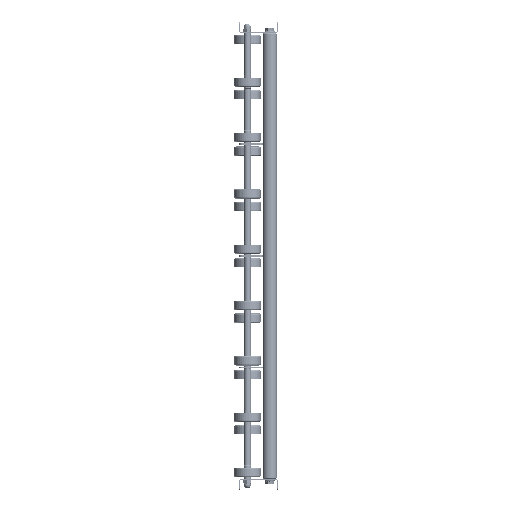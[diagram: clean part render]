
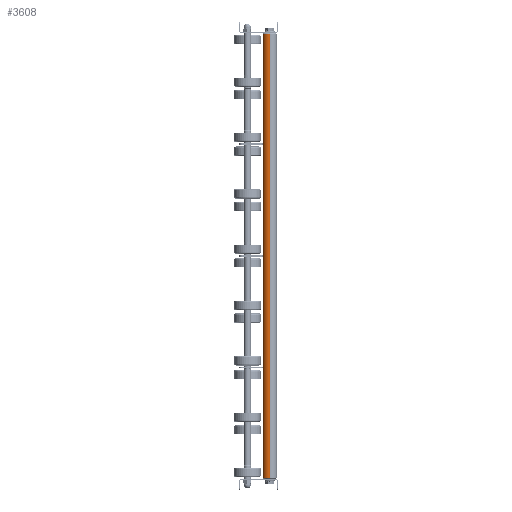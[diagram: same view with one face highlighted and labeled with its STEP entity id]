
A CAD part, left-side view. The second image highlights one B-rep face of the part: STEP entity #3608.
In plain terms, the highlighted cylindrical face has radius 12.5 mm (diameter 25 mm), a partial arc.
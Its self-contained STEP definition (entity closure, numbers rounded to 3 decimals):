
#432 = EDGE_CURVE ( 'NONE', #14854, #18223, #22953, .T. ) ;
#1851 = CARTESIAN_POINT ( 'NONE',  ( 800., 0., -12.5 ) ) ;
#1961 = CARTESIAN_POINT ( 'NONE',  ( 1., 0., 0. ) ) ;
#3608 = ADVANCED_FACE ( 'NONE', ( #16315 ), #30026, .T. ) ;
#3929 = VERTEX_POINT ( 'NONE', #17283 ) ;
#4645 = CARTESIAN_POINT ( 'NONE',  ( 800., 0., 0. ) ) ;
#6551 = DIRECTION ( 'NONE',  ( 0., 0., 1. ) ) ;
#7979 = LINE ( 'NONE', #1851, #15932 ) ;
#9011 = ORIENTED_EDGE ( 'NONE', *, *, #16565, .T. ) ;
#9044 = DIRECTION ( 'NONE',  ( -1., 0., 0. ) ) ;
#9793 = CARTESIAN_POINT ( 'NONE',  ( 799., 0., 12.5 ) ) ;
#11444 = DIRECTION ( 'NONE',  ( 0., 0., -1. ) ) ;
#11676 = AXIS2_PLACEMENT_3D ( 'NONE', #21132, #27989, #18358 ) ;
#11765 = ORIENTED_EDGE ( 'NONE', *, *, #432, .F. ) ;
#12455 = EDGE_CURVE ( 'NONE', #3929, #25558, #7979, .T. ) ;
#12834 = VECTOR ( 'NONE', #25127, 1000. ) ;
#14854 = VERTEX_POINT ( 'NONE', #9793 ) ;
#15251 = CARTESIAN_POINT ( 'NONE',  ( 1., 0., 12.5 ) ) ;
#15773 = ORIENTED_EDGE ( 'NONE', *, *, #12455, .T. ) ;
#15932 = VECTOR ( 'NONE', #22075, 1000. ) ;
#16106 = AXIS2_PLACEMENT_3D ( 'NONE', #1961, #23811, #11444 ) ;
#16315 = FACE_OUTER_BOUND ( 'NONE', #19967, .T. ) ;
#16565 = EDGE_CURVE ( 'NONE', #25558, #18223, #21527, .T. ) ;
#17283 = CARTESIAN_POINT ( 'NONE',  ( 799., 0., -12.5 ) ) ;
#17440 = EDGE_CURVE ( 'NONE', #14854, #3929, #25027, .T. ) ;
#18223 = VERTEX_POINT ( 'NONE', #15251 ) ;
#18258 = ORIENTED_EDGE ( 'NONE', *, *, #17440, .T. ) ;
#18358 = DIRECTION ( 'NONE',  ( 0., 0., -1. ) ) ;
#19967 = EDGE_LOOP ( 'NONE', ( #18258, #15773, #9011, #11765 ) ) ;
#20624 = CARTESIAN_POINT ( 'NONE',  ( 800., 0., 12.5 ) ) ;
#21132 = CARTESIAN_POINT ( 'NONE',  ( 799., 0., 0. ) ) ;
#21527 = CIRCLE ( 'NONE', #16106, 12.5 ) ;
#22075 = DIRECTION ( 'NONE',  ( -1., 0., 0. ) ) ;
#22953 = LINE ( 'NONE', #20624, #12834 ) ;
#23811 = DIRECTION ( 'NONE',  ( 1., 0., 0. ) ) ;
#25027 = CIRCLE ( 'NONE', #11676, 12.5 ) ;
#25127 = DIRECTION ( 'NONE',  ( -1., 0., 0. ) ) ;
#25558 = VERTEX_POINT ( 'NONE', #26858 ) ;
#26858 = CARTESIAN_POINT ( 'NONE',  ( 1., 0., -12.5 ) ) ;
#27570 = AXIS2_PLACEMENT_3D ( 'NONE', #4645, #9044, #6551 ) ;
#27989 = DIRECTION ( 'NONE',  ( -1., 0., 0. ) ) ;
#30026 = CYLINDRICAL_SURFACE ( 'NONE', #27570, 12.5 ) ;
